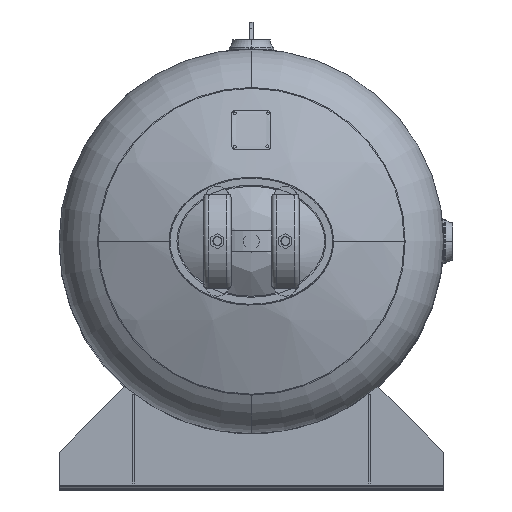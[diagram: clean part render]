
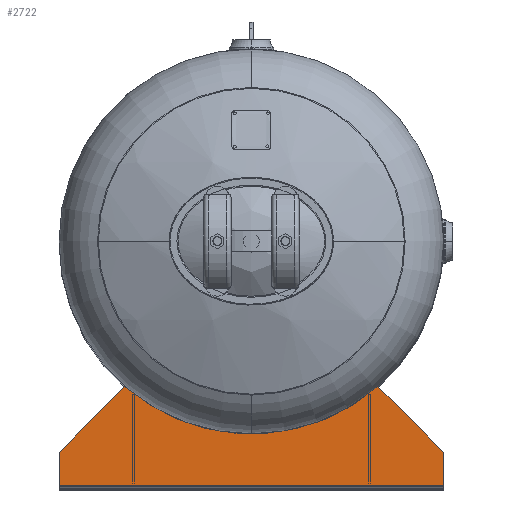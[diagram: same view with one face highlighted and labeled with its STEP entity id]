
A CAD part, top view. The second image highlights one B-rep face of the part: STEP entity #2722.
In plain terms, the highlighted planar face has unit normal (0, 0, 1).
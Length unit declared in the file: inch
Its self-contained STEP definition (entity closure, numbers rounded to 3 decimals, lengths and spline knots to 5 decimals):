
#112 = EDGE_LOOP ( 'NONE', ( #1243, #1244, #1245, #1246, #1247, #1248 ) ) ;
#1243 = ORIENTED_EDGE ( 'NONE', *, *, #2543, .T. ) ;
#1244 = ORIENTED_EDGE ( 'NONE', *, *, #2544, .T. ) ;
#1245 = ORIENTED_EDGE ( 'NONE', *, *, #2542, .F. ) ;
#1246 = ORIENTED_EDGE ( 'NONE', *, *, #2539, .T. ) ;
#1247 = ORIENTED_EDGE ( 'NONE', *, *, #2545, .F. ) ;
#1248 = ORIENTED_EDGE ( 'NONE', *, *, #2546, .F. ) ;
#2292 = VERTEX_POINT ( 'NONE', #7713 ) ;
#2320 = VERTEX_POINT ( 'NONE', #7741 ) ;
#2323 = VERTEX_POINT ( 'NONE', #7744 ) ;
#2325 = VERTEX_POINT ( 'NONE', #7746 ) ;
#2326 = VERTEX_POINT ( 'NONE', #7747 ) ;
#2328 = VERTEX_POINT ( 'NONE', #7749 ) ;
#2539 = EDGE_CURVE ( 'NONE', #2320, #2325, #8258, .T. ) ;
#2542 = EDGE_CURVE ( 'NONE', #2320, #2323, #8267, .T. ) ;
#2543 = EDGE_CURVE ( 'NONE', #2328, #2292, #8270, .T. ) ;
#2544 = EDGE_CURVE ( 'NONE', #2292, #2323, #8617, .T. ) ;
#2545 = EDGE_CURVE ( 'NONE', #2326, #2325, #8259, .T. ) ;
#2546 = EDGE_CURVE ( 'NONE', #2328, #2326, #8274, .T. ) ;
#2722 = ADVANCED_FACE ( 'NONE', ( #9175 ), #9176, .F. ) ;
#7713 = CARTESIAN_POINT ( 'NONE',  ( 13.81958, -15.812, 37. ) ) ;
#7741 = CARTESIAN_POINT ( 'NONE',  ( -21., -23., 37. ) ) ;
#7744 = CARTESIAN_POINT ( 'NONE',  ( -13.81958, -15.812, 37. ) ) ;
#7746 = CARTESIAN_POINT ( 'NONE',  ( -21., -26.687, 37. ) ) ;
#7747 = CARTESIAN_POINT ( 'NONE',  ( 21., -26.687, 37. ) ) ;
#7749 = CARTESIAN_POINT ( 'NONE',  ( 21., -23., 37. ) ) ;
#8254 = CARTESIAN_POINT ( 'NONE',  ( 21., -26.687, 37. ) ) ;
#8258 = LINE ( 'NONE', #8260, #8612 ) ;
#8259 = LINE ( 'NONE', #8254, #8618 ) ;
#8260 = CARTESIAN_POINT ( 'NONE',  ( -21., -15.812, 37. ) ) ;
#8261 = DIRECTION ( 'NONE',  ( 0., -1., 0. ) ) ;
#8267 = LINE ( 'NONE', #8268, #8615 ) ;
#8268 = CARTESIAN_POINT ( 'NONE',  ( 3.57186, 1.59778, 37. ) ) ;
#8269 = DIRECTION ( 'NONE',  ( 0.707, 0.707, 0. ) ) ;
#8270 = LINE ( 'NONE', #8271, #8616 ) ;
#8271 = CARTESIAN_POINT ( 'NONE',  ( 17.406, -19.40221, 37. ) ) ;
#8272 = DIRECTION ( 'NONE',  ( -0.707, 0.707, 0. ) ) ;
#8274 = LINE ( 'NONE', #8280, #8613 ) ;
#8275 = CARTESIAN_POINT ( 'NONE',  ( 0., 0., 37. ) ) ;
#8276 = DIRECTION ( 'NONE',  ( 0., 0., -1. ) ) ;
#8277 = DIRECTION ( 'NONE',  ( -1., 0., 0. ) ) ;
#8279 = DIRECTION ( 'NONE',  ( -1., 0., 0. ) ) ;
#8280 = CARTESIAN_POINT ( 'NONE',  ( 21., -15.812, 37. ) ) ;
#8282 = DIRECTION ( 'NONE',  ( 0., -1., 0. ) ) ;
#8612 = VECTOR ( 'NONE', #8261, 39.37008 ) ;
#8613 = VECTOR ( 'NONE', #8282, 39.37008 ) ;
#8615 = VECTOR ( 'NONE', #8269, 39.37008 ) ;
#8616 = VECTOR ( 'NONE', #8272, 39.37008 ) ;
#8617 = CIRCLE ( 'NONE', #8619, 21. ) ;
#8618 = VECTOR ( 'NONE', #8279, 39.37008 ) ;
#8619 = AXIS2_PLACEMENT_3D ( 'NONE', #8275, #8276, #8277 ) ;
#9167 = CARTESIAN_POINT ( 'NONE',  ( 21., -15.812, 37. ) ) ;
#9175 = FACE_OUTER_BOUND ( 'NONE', #112, .T. ) ;
#9176 = PLANE ( 'NONE',  #10027 ) ;
#9178 = DIRECTION ( 'NONE',  ( 0., 0., -1. ) ) ;
#9179 = DIRECTION ( 'NONE',  ( 0., 1., 0. ) ) ;
#10027 = AXIS2_PLACEMENT_3D ( 'NONE', #9167, #9178, #9179 ) ;
